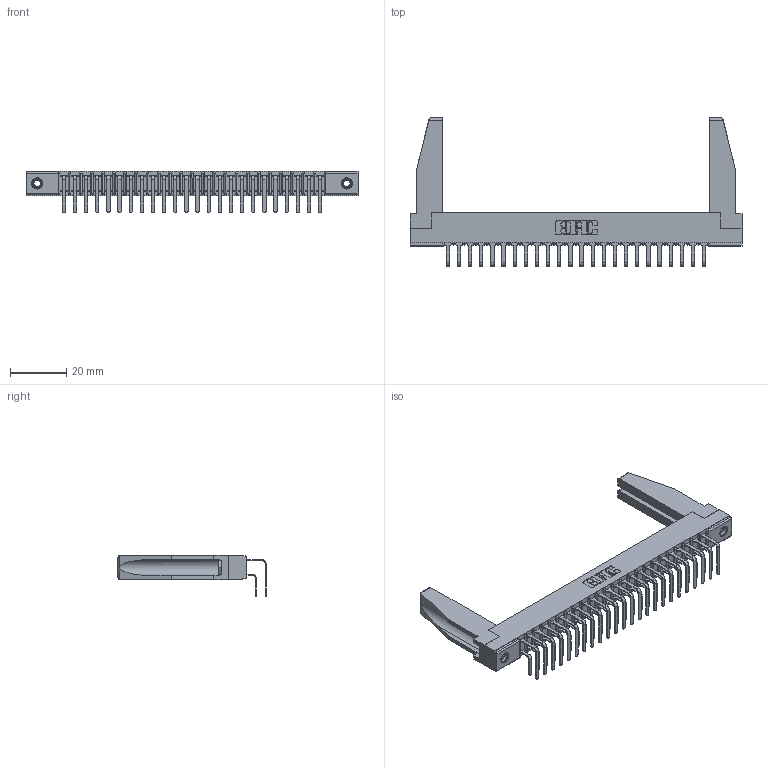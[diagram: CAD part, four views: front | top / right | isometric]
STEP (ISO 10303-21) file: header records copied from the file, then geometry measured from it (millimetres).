
FILE_DESCRIPTION (( 'STEP AP203' ), '1' );
FILE_NAME ('357-048-558-278.STEP', '2019-09-18T10:09:35', ( '' ), ( '' ), 'SwSTEP 2.0', 'SolidWorks 2016', '' );
FILE_SCHEMA (( 'CONFIG_CONTROL_DESIGN' ));
Length unit declared in the file: inch
Products named in the file (6): 307 Part_.156 Dia Mounting Holes; 307-220-078; 345-250-001_345-250-001-102; 307-290-001_558 - 2 (Single); 357-048-558-278; 307-290-001_558 559 - 1 (Single)
Assembly tree (53 placements, depth 2):
  357-048-558-278
    307 Part_.156 Dia Mounting Holes
    307-290-001_558 559 - 1 (Single)  x24
    307-290-001_558 - 2 (Single)  x24
    307-220-078  x2
    345-250-001_345-250-001-102  x2
Bounding box: 118.11 x 52.67 x 14.81 mm (x, y, z)
Volume: 11931.6 mm3; surface area: 19147.1 mm2
Topology: 53 solids, 53 shells, 2673 faces, 7469 edges, 4838 vertices
Faces by surface type: plane 1738, cylinder 869, sphere 50, cone 12, torus 4
Entity records: 27448 total; most frequent: CARTESIAN_POINT 4508, ORIENTED_EDGE 4424, DIRECTION 4376, EDGE_CURVE 2212, VECTOR 1692, LINE 1692, VERTEX_POINT 1432, AXIS2_PLACEMENT_3D 1342
